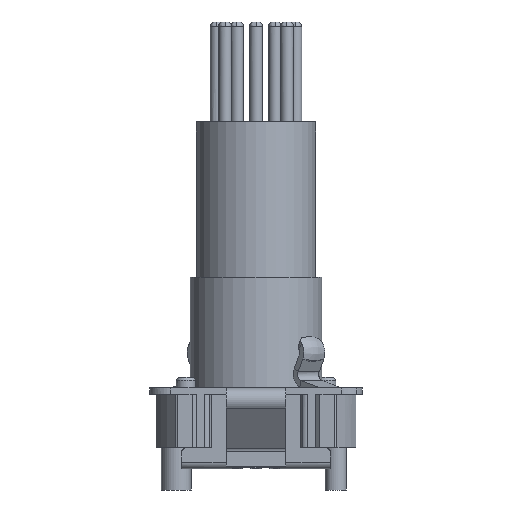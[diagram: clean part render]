
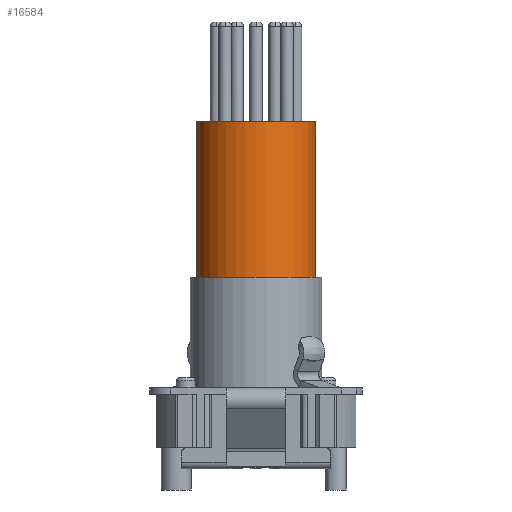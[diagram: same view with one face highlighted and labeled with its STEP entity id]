
A CAD part, left-side view. The second image highlights one B-rep face of the part: STEP entity #16584.
In plain terms, the highlighted cylindrical face has radius 2.8 mm (diameter 5.6 mm), a partial arc.
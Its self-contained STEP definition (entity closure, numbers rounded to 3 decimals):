
#15085=AXIS2_PLACEMENT_3D('Circle Axis2P3D',#15083,#15084,$) ;
#16240=AXIS2_PLACEMENT_3D('Circle Axis2P3D',#16238,#16239,$) ;
#16576=AXIS2_PLACEMENT_3D('Cylinder Axis2P3D',#16573,#16574,#16575) ;
#15080=CARTESIAN_POINT('Vertex',(6.05,7.8,17.3)) ;
#15083=CARTESIAN_POINT('Axis2P3D Location',(6.05,5.,17.3)) ;
#15087=CARTESIAN_POINT('Vertex',(6.05,2.2,17.3)) ;
#16238=CARTESIAN_POINT('Axis2P3D Location',(6.05,5.,10.)) ;
#16242=CARTESIAN_POINT('Vertex',(6.05,7.8,10.)) ;
#16244=CARTESIAN_POINT('Vertex',(6.05,2.2,10.)) ;
#16551=CARTESIAN_POINT('Line Origine',(6.05,2.2,9.8)) ;
#16556=CARTESIAN_POINT('Line Origine',(6.05,7.8,9.8)) ;
#16573=CARTESIAN_POINT('Axis2P3D Location',(6.05,5.,9.8)) ;
#15084=DIRECTION('Axis2P3D Direction',(0.,0.,-1.)) ;
#16239=DIRECTION('Axis2P3D Direction',(0.,0.,1.)) ;
#16552=DIRECTION('Vector Direction',(0.,0.,1.)) ;
#16557=DIRECTION('Vector Direction',(0.,0.,1.)) ;
#16574=DIRECTION('Axis2P3D Direction',(0.,0.,1.)) ;
#16575=DIRECTION('Axis2P3D XDirection',(0.,1.,0.)) ;
#16553=VECTOR('Line Direction',#16552,1.) ;
#16558=VECTOR('Line Direction',#16557,1.) ;
#16579=ORIENTED_EDGE('',*,*,#16560,.F.) ;
#16580=ORIENTED_EDGE('',*,*,#16246,.T.) ;
#16581=ORIENTED_EDGE('',*,*,#16555,.F.) ;
#16582=ORIENTED_EDGE('',*,*,#15089,.T.) ;
#16584=ADVANCED_FACE('Volumenk\X2\00F6\X0\rper4',(#16583),#16577,.T.) ;
#15086=CIRCLE('generated circle',#15085,2.8) ;
#16241=CIRCLE('generated circle',#16240,2.8) ;
#16577=CYLINDRICAL_SURFACE('generated cylinder',#16576,2.8) ;
#15089=EDGE_CURVE('',#15088,#15081,#15086,.T.) ;
#16246=EDGE_CURVE('',#16243,#16245,#16241,.T.) ;
#16555=EDGE_CURVE('',#15088,#16245,#16554,.F.) ;
#16560=EDGE_CURVE('',#16243,#15081,#16559,.T.) ;
#16578=EDGE_LOOP('',(#16579,#16580,#16581,#16582)) ;
#16583=FACE_OUTER_BOUND('',#16578,.T.) ;
#16554=LINE('Line',#16551,#16553) ;
#16559=LINE('Line',#16556,#16558) ;
#15081=VERTEX_POINT('',#15080) ;
#15088=VERTEX_POINT('',#15087) ;
#16243=VERTEX_POINT('',#16242) ;
#16245=VERTEX_POINT('',#16244) ;
